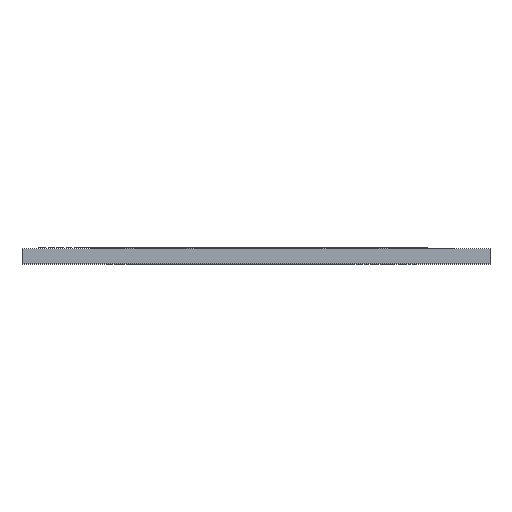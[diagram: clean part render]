
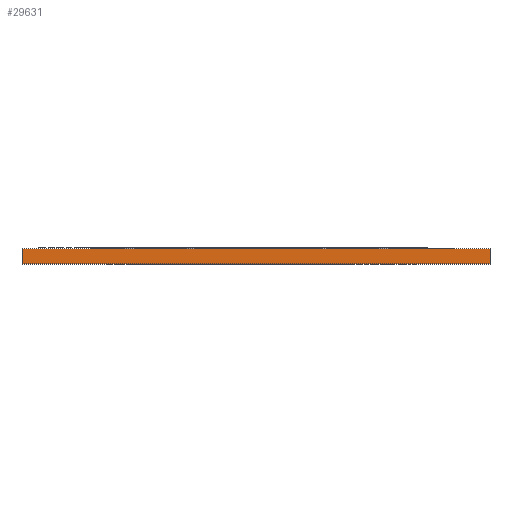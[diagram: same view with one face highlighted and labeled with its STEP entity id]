
A CAD part, front view. The second image highlights one B-rep face of the part: STEP entity #29631.
In plain terms, the highlighted planar face has unit normal (0, -1, 0).
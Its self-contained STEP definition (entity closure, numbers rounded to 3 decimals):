
#29631 = ADVANCED_FACE('',(#29632),#29666,.T.);
#29632 = FACE_BOUND('',#29633,.T.);
#29633 = EDGE_LOOP('',(#29634,#29644,#29652,#29660));
#29634 = ORIENTED_EDGE('',*,*,#29635,.T.);
#29635 = EDGE_CURVE('',#29636,#29638,#29640,.T.);
#29636 = VERTEX_POINT('',#29637);
#29637 = CARTESIAN_POINT('',(150.7,-121.3,0.));
#29638 = VERTEX_POINT('',#29639);
#29639 = CARTESIAN_POINT('',(150.7,-121.3,1.51));
#29640 = LINE('',#29641,#29642);
#29641 = CARTESIAN_POINT('',(150.7,-121.3,0.));
#29642 = VECTOR('',#29643,1.);
#29643 = DIRECTION('',(0.,0.,1.));
#29644 = ORIENTED_EDGE('',*,*,#29645,.T.);
#29645 = EDGE_CURVE('',#29638,#29646,#29648,.T.);
#29646 = VERTEX_POINT('',#29647);
#29647 = CARTESIAN_POINT('',(103.9,-121.3,1.51));
#29648 = LINE('',#29649,#29650);
#29649 = CARTESIAN_POINT('',(150.7,-121.3,1.51));
#29650 = VECTOR('',#29651,1.);
#29651 = DIRECTION('',(-1.,0.,0.));
#29652 = ORIENTED_EDGE('',*,*,#29653,.F.);
#29653 = EDGE_CURVE('',#29654,#29646,#29656,.T.);
#29654 = VERTEX_POINT('',#29655);
#29655 = CARTESIAN_POINT('',(103.9,-121.3,0.));
#29656 = LINE('',#29657,#29658);
#29657 = CARTESIAN_POINT('',(103.9,-121.3,0.));
#29658 = VECTOR('',#29659,1.);
#29659 = DIRECTION('',(0.,0.,1.));
#29660 = ORIENTED_EDGE('',*,*,#29661,.F.);
#29661 = EDGE_CURVE('',#29636,#29654,#29662,.T.);
#29662 = LINE('',#29663,#29664);
#29663 = CARTESIAN_POINT('',(150.7,-121.3,0.));
#29664 = VECTOR('',#29665,1.);
#29665 = DIRECTION('',(-1.,0.,0.));
#29666 = PLANE('',#29667);
#29667 = AXIS2_PLACEMENT_3D('',#29668,#29669,#29670);
#29668 = CARTESIAN_POINT('',(150.7,-121.3,0.));
#29669 = DIRECTION('',(0.,-1.,0.));
#29670 = DIRECTION('',(-1.,0.,0.));
